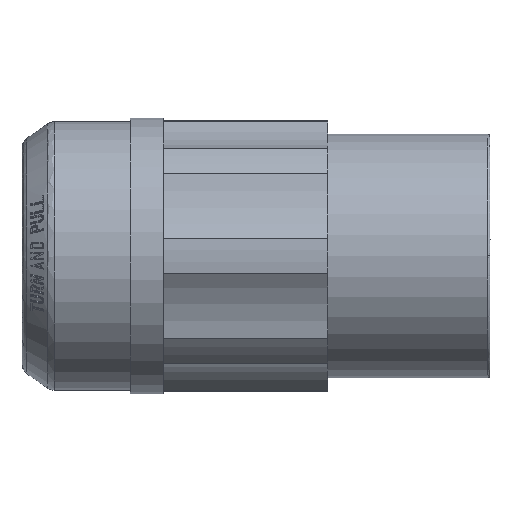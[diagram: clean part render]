
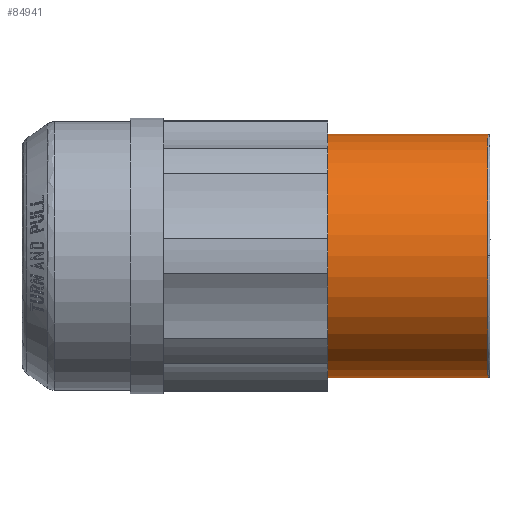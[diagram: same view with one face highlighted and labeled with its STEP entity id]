
A CAD part, top view. The second image highlights one B-rep face of the part: STEP entity #84941.
In plain terms, the highlighted cylindrical face has radius 24.994 mm (diameter 49.987 mm), a partial arc.
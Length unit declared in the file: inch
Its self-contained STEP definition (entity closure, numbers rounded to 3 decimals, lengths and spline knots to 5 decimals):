
#11 = CYLINDRICAL_SURFACE ( 'NONE', #6461, 0.984 ) ;
#1548 = VERTEX_POINT ( 'NONE', #22130 ) ;
#3929 = LINE ( 'NONE', #38031, #86957 ) ;
#6461 = AXIS2_PLACEMENT_3D ( 'NONE', #17327, #34638, #68660 ) ;
#6751 = LINE ( 'NONE', #8963, #68638 ) ;
#7288 = DIRECTION ( 'NONE',  ( 0., 1., 0. ) ) ;
#8266 = ORIENTED_EDGE ( 'NONE', *, *, #16722, .T. ) ;
#8963 = CARTESIAN_POINT ( 'NONE',  ( -1.31312, 0.984, 0. ) ) ;
#12004 = CARTESIAN_POINT ( 'NONE',  ( -0.02, 0., 0. ) ) ;
#16047 = ORIENTED_EDGE ( 'NONE', *, *, #74566, .T. ) ;
#16722 = EDGE_CURVE ( 'NONE', #80106, #96872, #3929, .T. ) ;
#17327 = CARTESIAN_POINT ( 'NONE',  ( -1.31312, 0., 0. ) ) ;
#20879 = CARTESIAN_POINT ( 'NONE',  ( -0.02, -0.984, 0. ) ) ;
#22130 = CARTESIAN_POINT ( 'NONE',  ( -0.02, 0., 0.984 ) ) ;
#26894 = AXIS2_PLACEMENT_3D ( 'NONE', #12004, #54996, #37705 ) ;
#34638 = DIRECTION ( 'NONE',  ( 1., 0., 0. ) ) ;
#36630 = CIRCLE ( 'NONE', #38397, 0.984 ) ;
#37705 = DIRECTION ( 'NONE',  ( 0., 1., 0. ) ) ;
#38031 = CARTESIAN_POINT ( 'NONE',  ( -1.31312, -0.984, 0. ) ) ;
#38397 = AXIS2_PLACEMENT_3D ( 'NONE', #69921, #95636, #45402 ) ;
#39159 = EDGE_CURVE ( 'NONE', #75476, #80106, #36630, .T. ) ;
#39802 = EDGE_LOOP ( 'NONE', ( #58758, #8266, #16047, #44736, #97970 ) ) ;
#41163 = CIRCLE ( 'NONE', #26894, 0.984 ) ;
#43036 = DIRECTION ( 'NONE',  ( 1., 0., 0. ) ) ;
#44395 = CARTESIAN_POINT ( 'NONE',  ( -0.02, 0.984, 0. ) ) ;
#44736 = ORIENTED_EDGE ( 'NONE', *, *, #57305, .T. ) ;
#45402 = DIRECTION ( 'NONE',  ( 0., 0., 1. ) ) ;
#47728 = AXIS2_PLACEMENT_3D ( 'NONE', #59749, #85398, #7288 ) ;
#54996 = DIRECTION ( 'NONE',  ( -1., 0., 0. ) ) ;
#57305 = EDGE_CURVE ( 'NONE', #1548, #78778, #41163, .T. ) ;
#58758 = ORIENTED_EDGE ( 'NONE', *, *, #39159, .T. ) ;
#59749 = CARTESIAN_POINT ( 'NONE',  ( -0.02, 0., 0. ) ) ;
#68638 = VECTOR ( 'NONE', #43036, 39.37008 ) ;
#68660 = DIRECTION ( 'NONE',  ( 0., 1., 0. ) ) ;
#69921 = CARTESIAN_POINT ( 'NONE',  ( -1.313, 0., 0. ) ) ;
#74566 = EDGE_CURVE ( 'NONE', #96872, #1548, #86887, .T. ) ;
#75476 = VERTEX_POINT ( 'NONE', #109002 ) ;
#76448 = FACE_OUTER_BOUND ( 'NONE', #39802, .T. ) ;
#78778 = VERTEX_POINT ( 'NONE', #44395 ) ;
#79267 = DIRECTION ( 'NONE',  ( 1., 0., 0. ) ) ;
#80106 = VERTEX_POINT ( 'NONE', #101484 ) ;
#81206 = EDGE_CURVE ( 'NONE', #75476, #78778, #6751, .T. ) ;
#84941 = ADVANCED_FACE ( 'NONE', ( #76448 ), #11, .T. ) ;
#85398 = DIRECTION ( 'NONE',  ( -1., 0., 0. ) ) ;
#86887 = CIRCLE ( 'NONE', #47728, 0.984 ) ;
#86957 = VECTOR ( 'NONE', #79267, 39.37008 ) ;
#95636 = DIRECTION ( 'NONE',  ( 1., 0., 0. ) ) ;
#96872 = VERTEX_POINT ( 'NONE', #20879 ) ;
#97970 = ORIENTED_EDGE ( 'NONE', *, *, #81206, .F. ) ;
#101484 = CARTESIAN_POINT ( 'NONE',  ( -1.313, -0.984, 0. ) ) ;
#109002 = CARTESIAN_POINT ( 'NONE',  ( -1.313, 0.984, 0. ) ) ;
